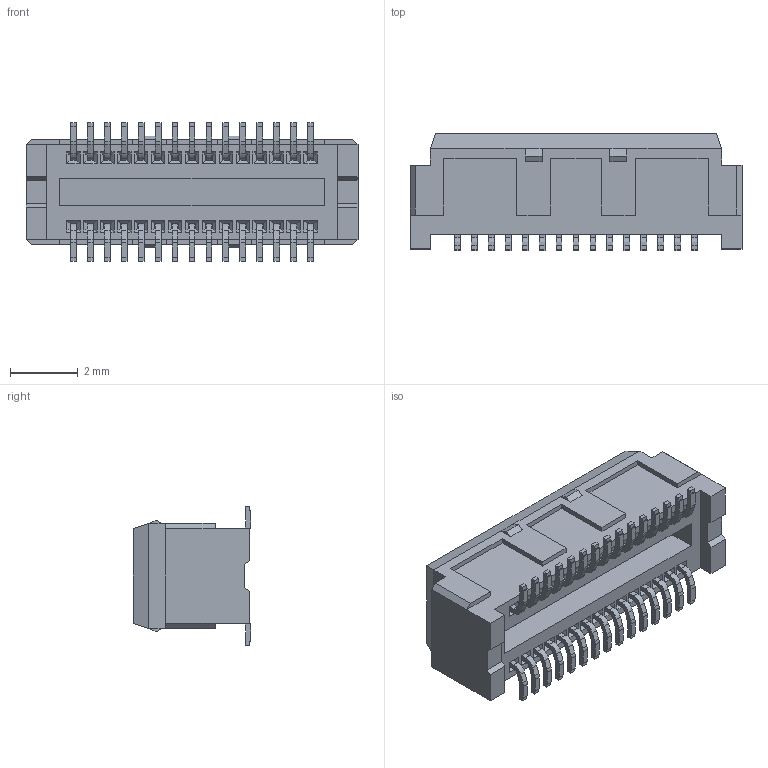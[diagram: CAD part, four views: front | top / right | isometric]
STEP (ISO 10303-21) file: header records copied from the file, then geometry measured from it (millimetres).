
FILE_DESCRIPTION((''),'2;1');
FILE_NAME('5019203001','2016-09-02T',('rlalsangi'),(''),'PRO/ENGINEER BY PARAMETRIC TECHNOLOGY CORPORATION, 2012310','PRO/ENGINEER BY PARAMETRIC TECHNOLOGY CORPORATION, 2012310','');
FILE_SCHEMA(('CONFIG_CONTROL_DESIGN'));
Length unit declared in the file: millimetre
Products named in the file (1): 5019203001
Bounding box: 9.8 x 3.47 x 4.1 mm (x, y, z)
Volume: 52.8 mm3; surface area: 266.6 mm2
Topology: 1 solids, 1 shells, 988 faces, 2962 edges, 1888 vertices
Faces by surface type: plane 804, cylinder 184
Entity records: 32595 total; most frequent: CARTESIAN_POINT 5759, ORIENTED_EDGE 5684, DIRECTION 5296, EDGE_CURVE 2842, VECTOR 2598, LINE 2598, VERTEX_POINT 1768, AXIS2_PLACEMENT_3D 1349
